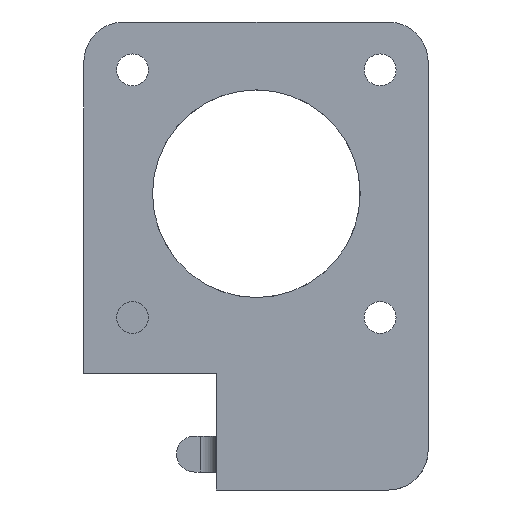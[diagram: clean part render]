
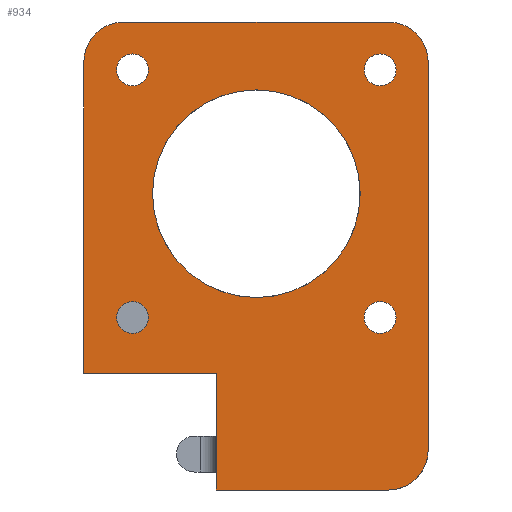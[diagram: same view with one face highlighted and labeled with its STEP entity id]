
A CAD part, front view. The second image highlights one B-rep face of the part: STEP entity #934.
In plain terms, the highlighted planar face has unit normal (0, -1, 0).
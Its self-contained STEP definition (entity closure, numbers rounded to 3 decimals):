
#29=FACE_BOUND('',#117,.T.);
#30=FACE_BOUND('',#118,.T.);
#31=FACE_BOUND('',#119,.T.);
#32=FACE_BOUND('',#120,.T.);
#33=FACE_BOUND('',#121,.T.);
#42=PLANE('',#1002);
#64=FACE_OUTER_BOUND('',#116,.T.);
#116=EDGE_LOOP('',(#633,#634,#635,#636,#637,#638,#639,#640,#641));
#117=EDGE_LOOP('',(#642));
#118=EDGE_LOOP('',(#643));
#119=EDGE_LOOP('',(#644));
#120=EDGE_LOOP('',(#645));
#121=EDGE_LOOP('',(#646));
#178=CIRCLE('',#999,5.);
#180=CIRCLE('',#1003,5.);
#181=CIRCLE('',#1004,5.);
#182=CIRCLE('',#1005,2.);
#183=CIRCLE('',#1006,13.);
#184=CIRCLE('',#1007,2.);
#185=CIRCLE('',#1008,2.);
#186=CIRCLE('',#1009,2.);
#229=LINE('',#1411,#306);
#230=LINE('',#1416,#307);
#231=LINE('',#1420,#308);
#232=LINE('',#1422,#309);
#233=LINE('',#1424,#310);
#234=LINE('',#1425,#311);
#306=VECTOR('',#1115,10.);
#307=VECTOR('',#1120,10.);
#308=VECTOR('',#1123,10.);
#309=VECTOR('',#1124,10.);
#310=VECTOR('',#1125,10.);
#311=VECTOR('',#1126,10.);
#391=VERTEX_POINT('',#1397);
#392=VERTEX_POINT('',#1399);
#396=VERTEX_POINT('',#1409);
#397=VERTEX_POINT('',#1413);
#398=VERTEX_POINT('',#1415);
#399=VERTEX_POINT('',#1417);
#400=VERTEX_POINT('',#1419);
#401=VERTEX_POINT('',#1421);
#402=VERTEX_POINT('',#1423);
#403=VERTEX_POINT('',#1426);
#404=VERTEX_POINT('',#1428);
#405=VERTEX_POINT('',#1430);
#406=VERTEX_POINT('',#1432);
#407=VERTEX_POINT('',#1434);
#483=EDGE_CURVE('',#392,#391,#178,.T.);
#489=EDGE_CURVE('',#396,#391,#229,.T.);
#490=EDGE_CURVE('',#396,#397,#180,.T.);
#491=EDGE_CURVE('',#398,#397,#230,.T.);
#492=EDGE_CURVE('',#398,#399,#181,.T.);
#493=EDGE_CURVE('',#400,#399,#231,.T.);
#494=EDGE_CURVE('',#401,#400,#232,.T.);
#495=EDGE_CURVE('',#402,#401,#233,.T.);
#496=EDGE_CURVE('',#402,#392,#234,.T.);
#497=EDGE_CURVE('',#403,#403,#182,.T.);
#498=EDGE_CURVE('',#404,#404,#183,.T.);
#499=EDGE_CURVE('',#405,#405,#184,.T.);
#500=EDGE_CURVE('',#406,#406,#185,.T.);
#501=EDGE_CURVE('',#407,#407,#186,.T.);
#633=ORIENTED_EDGE('',*,*,#483,.T.);
#634=ORIENTED_EDGE('',*,*,#489,.F.);
#635=ORIENTED_EDGE('',*,*,#490,.T.);
#636=ORIENTED_EDGE('',*,*,#491,.F.);
#637=ORIENTED_EDGE('',*,*,#492,.T.);
#638=ORIENTED_EDGE('',*,*,#493,.F.);
#639=ORIENTED_EDGE('',*,*,#494,.F.);
#640=ORIENTED_EDGE('',*,*,#495,.F.);
#641=ORIENTED_EDGE('',*,*,#496,.T.);
#642=ORIENTED_EDGE('',*,*,#497,.F.);
#643=ORIENTED_EDGE('',*,*,#498,.F.);
#644=ORIENTED_EDGE('',*,*,#499,.F.);
#645=ORIENTED_EDGE('',*,*,#500,.F.);
#646=ORIENTED_EDGE('',*,*,#501,.F.);
#934=ADVANCED_FACE('',(#64,#29,#30,#31,#32,#33),#42,.F.);
#999=AXIS2_PLACEMENT_3D('',#1400,#1105,#1106);
#1002=AXIS2_PLACEMENT_3D('',#1412,#1116,#1117);
#1003=AXIS2_PLACEMENT_3D('',#1414,#1118,#1119);
#1004=AXIS2_PLACEMENT_3D('',#1418,#1121,#1122);
#1005=AXIS2_PLACEMENT_3D('',#1427,#1127,#1128);
#1006=AXIS2_PLACEMENT_3D('',#1429,#1129,#1130);
#1007=AXIS2_PLACEMENT_3D('',#1431,#1131,#1132);
#1008=AXIS2_PLACEMENT_3D('',#1433,#1133,#1134);
#1009=AXIS2_PLACEMENT_3D('',#1435,#1135,#1136);
#1105=DIRECTION('center_axis',(0.,-1.,0.));
#1106=DIRECTION('ref_axis',(0.707,0.,-0.707));
#1115=DIRECTION('',(0.,0.,-1.));
#1116=DIRECTION('center_axis',(0.,1.,0.));
#1117=DIRECTION('ref_axis',(1.,0.,0.));
#1118=DIRECTION('center_axis',(0.,-1.,0.));
#1119=DIRECTION('ref_axis',(0.707,0.,0.707));
#1120=DIRECTION('',(1.,0.,0.));
#1121=DIRECTION('center_axis',(0.,-1.,0.));
#1122=DIRECTION('ref_axis',(-0.707,0.,0.707));
#1123=DIRECTION('',(0.,0.,1.));
#1124=DIRECTION('',(-1.,0.,0.));
#1125=DIRECTION('',(0.,0.,1.));
#1126=DIRECTION('',(1.,0.,0.));
#1127=DIRECTION('center_axis',(0.,-1.,0.));
#1128=DIRECTION('ref_axis',(1.,0.,0.));
#1129=DIRECTION('center_axis',(0.,-1.,0.));
#1130=DIRECTION('ref_axis',(1.,0.,0.));
#1131=DIRECTION('center_axis',(0.,-1.,0.));
#1132=DIRECTION('ref_axis',(1.,0.,0.));
#1133=DIRECTION('center_axis',(0.,-1.,0.));
#1134=DIRECTION('ref_axis',(1.,0.,0.));
#1135=DIRECTION('center_axis',(0.,-1.,0.));
#1136=DIRECTION('ref_axis',(1.,0.,0.));
#1397=CARTESIAN_POINT('',(26.51,0.,48.));
#1399=CARTESIAN_POINT('',(21.51,0.,43.));
#1400=CARTESIAN_POINT('Origin',(21.51,0.,48.));
#1409=CARTESIAN_POINT('',(26.51,0.,96.6));
#1411=CARTESIAN_POINT('',(26.51,0.,94.25));
#1412=CARTESIAN_POINT('Origin',(0.,0.,86.));
#1413=CARTESIAN_POINT('',(21.51,0.,101.6));
#1414=CARTESIAN_POINT('Origin',(21.51,0.,96.6));
#1415=CARTESIAN_POINT('',(-11.6,0.,101.6));
#1416=CARTESIAN_POINT('',(13.25,0.,101.6));
#1417=CARTESIAN_POINT('',(-16.6,0.,96.6));
#1418=CARTESIAN_POINT('Origin',(-11.6,0.,96.6));
#1419=CARTESIAN_POINT('',(-16.6,0.,57.6));
#1420=CARTESIAN_POINT('',(-16.6,0.,102.5));
#1421=CARTESIAN_POINT('',(0.,0.,57.6));
#1422=CARTESIAN_POINT('',(-0.05,0.,57.6));
#1423=CARTESIAN_POINT('',(0.,0.,43.));
#1424=CARTESIAN_POINT('',(0.,0.,71.75));
#1425=CARTESIAN_POINT('',(0.,0.,43.));
#1426=CARTESIAN_POINT('',(-12.5,0.,95.6));
#1427=CARTESIAN_POINT('Origin',(-10.5,0.,95.6));
#1428=CARTESIAN_POINT('',(-8.,0.,80.1));
#1429=CARTESIAN_POINT('Origin',(5.,0.,80.1));
#1430=CARTESIAN_POINT('',(18.5,0.,95.6));
#1431=CARTESIAN_POINT('Origin',(20.5,0.,95.6));
#1432=CARTESIAN_POINT('',(-12.5,0.,64.6));
#1433=CARTESIAN_POINT('Origin',(-10.5,0.,64.6));
#1434=CARTESIAN_POINT('',(18.5,0.,64.6));
#1435=CARTESIAN_POINT('Origin',(20.5,0.,64.6));
